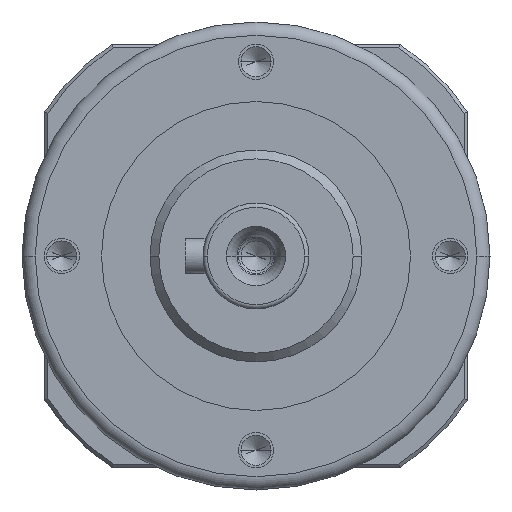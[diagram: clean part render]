
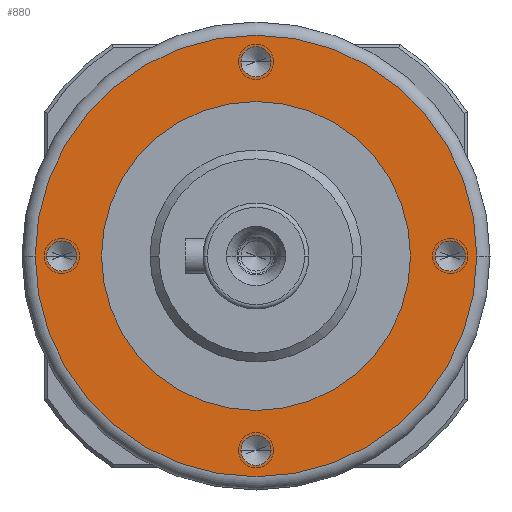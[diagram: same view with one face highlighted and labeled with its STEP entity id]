
A CAD part, left-side view. The second image highlights one B-rep face of the part: STEP entity #880.
In plain terms, the highlighted planar face has unit normal (-1, 0, 0).
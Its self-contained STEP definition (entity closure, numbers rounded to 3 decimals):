
#1=CARTESIAN_POINT('',(0.,0.,-22.));
#2=DIRECTION('',(-1.,0.,0.));
#3=DIRECTION('',(0.,1.,0.));
#4=AXIS2_PLACEMENT_3D('',#1,#2,#3);
#6=CARTESIAN_POINT('',(0.,0.,-22.));
#7=DIRECTION('',(-1.,0.,0.));
#8=DIRECTION('',(0.,-1.,0.));
#9=AXIS2_PLACEMENT_3D('',#6,#7,#8);
#11=CARTESIAN_POINT('',(0.,-22.,0.));
#12=DIRECTION('',(-1.,0.,0.));
#13=DIRECTION('',(0.,1.,0.));
#14=AXIS2_PLACEMENT_3D('',#11,#12,#13);
#16=CARTESIAN_POINT('',(0.,-22.,0.));
#17=DIRECTION('',(-1.,0.,0.));
#18=DIRECTION('',(0.,-1.,0.));
#19=AXIS2_PLACEMENT_3D('',#16,#17,#18);
#21=CARTESIAN_POINT('',(0.,0.,22.));
#22=DIRECTION('',(-1.,0.,0.));
#23=DIRECTION('',(0.,1.,0.));
#24=AXIS2_PLACEMENT_3D('',#21,#22,#23);
#26=CARTESIAN_POINT('',(0.,0.,22.));
#27=DIRECTION('',(-1.,0.,0.));
#28=DIRECTION('',(0.,-1.,0.));
#29=AXIS2_PLACEMENT_3D('',#26,#27,#28);
#31=CARTESIAN_POINT('',(0.,0.,0.));
#32=DIRECTION('',(-1.,0.,0.));
#33=DIRECTION('',(0.,1.,0.));
#34=AXIS2_PLACEMENT_3D('',#31,#32,#33);
#36=CARTESIAN_POINT('',(0.,0.,0.));
#37=DIRECTION('',(1.,0.,0.));
#38=DIRECTION('',(0.,1.,0.));
#39=AXIS2_PLACEMENT_3D('',#36,#37,#38);
#41=CARTESIAN_POINT('',(0.,22.,0.));
#42=DIRECTION('',(-1.,0.,0.));
#43=DIRECTION('',(0.,1.,0.));
#44=AXIS2_PLACEMENT_3D('',#41,#42,#43);
#46=CARTESIAN_POINT('',(0.,22.,0.));
#47=DIRECTION('',(-1.,0.,0.));
#48=DIRECTION('',(0.,-1.,0.));
#49=AXIS2_PLACEMENT_3D('',#46,#47,#48);
#129=CARTESIAN_POINT('',(0.,0.,0.));
#130=DIRECTION('',(1.,0.,0.));
#131=DIRECTION('',(0.,1.,0.));
#132=AXIS2_PLACEMENT_3D('',#129,#130,#131);
#142=CARTESIAN_POINT('',(0.,0.,0.));
#143=DIRECTION('',(-1.,0.,0.));
#144=DIRECTION('',(0.,1.,0.));
#145=AXIS2_PLACEMENT_3D('',#142,#143,#144);
#668=CARTESIAN_POINT('',(0.,17.5,0.));
#670=VERTEX_POINT('',#668);
#677=CARTESIAN_POINT('',(0.,25.,0.));
#679=VERTEX_POINT('',#677);
#680=CARTESIAN_POINT('',(0.,-17.5,0.));
#682=VERTEX_POINT('',#680);
#689=CARTESIAN_POINT('',(0.,-25.,0.));
#691=VERTEX_POINT('',#689);
#710=CARTESIAN_POINT('',(0.,23.7,0.));
#711=CARTESIAN_POINT('',(0.,20.3,0.));
#712=VERTEX_POINT('',#710);
#713=VERTEX_POINT('',#711);
#720=CARTESIAN_POINT('',(0.,1.7,22.));
#721=CARTESIAN_POINT('',(0.,-1.7,22.));
#722=VERTEX_POINT('',#720);
#723=VERTEX_POINT('',#721);
#730=CARTESIAN_POINT('',(0.,-20.3,0.));
#731=CARTESIAN_POINT('',(0.,-23.7,0.));
#732=VERTEX_POINT('',#730);
#733=VERTEX_POINT('',#731);
#740=CARTESIAN_POINT('',(0.,1.7,-22.));
#741=CARTESIAN_POINT('',(0.,-1.7,-22.));
#742=VERTEX_POINT('',#740);
#743=VERTEX_POINT('',#741);
#839=CARTESIAN_POINT('',(0.,0.,0.));
#840=DIRECTION('',(1.,0.,0.));
#841=DIRECTION('',(0.,-1.,0.));
#842=AXIS2_PLACEMENT_3D('',#839,#840,#841);
#843=PLANE('',#842);
#845=ORIENTED_EDGE('',*,*,#844,.F.);
#847=ORIENTED_EDGE('',*,*,#846,.T.);
#848=EDGE_LOOP('',(#845,#847));
#849=FACE_OUTER_BOUND('',#848,.F.);
#851=ORIENTED_EDGE('',*,*,#850,.T.);
#853=ORIENTED_EDGE('',*,*,#852,.T.);
#854=EDGE_LOOP('',(#851,#853));
#855=FACE_BOUND('',#854,.F.);
#857=ORIENTED_EDGE('',*,*,#856,.T.);
#859=ORIENTED_EDGE('',*,*,#858,.T.);
#860=EDGE_LOOP('',(#857,#859));
#861=FACE_BOUND('',#860,.F.);
#863=ORIENTED_EDGE('',*,*,#862,.T.);
#865=ORIENTED_EDGE('',*,*,#864,.T.);
#866=EDGE_LOOP('',(#863,#865));
#867=FACE_BOUND('',#866,.F.);
#869=ORIENTED_EDGE('',*,*,#868,.F.);
#871=ORIENTED_EDGE('',*,*,#870,.T.);
#872=EDGE_LOOP('',(#869,#871));
#873=FACE_BOUND('',#872,.F.);
#875=ORIENTED_EDGE('',*,*,#874,.T.);
#877=ORIENTED_EDGE('',*,*,#876,.T.);
#878=EDGE_LOOP('',(#875,#877));
#879=FACE_BOUND('',#878,.F.);
#880=ADVANCED_FACE('',(#849,#855,#861,#867,#873,#879),#843,.F.);
#5=CIRCLE('',#4,1.7);
#10=CIRCLE('',#9,1.7);
#15=CIRCLE('',#14,1.7);
#20=CIRCLE('',#19,1.7);
#25=CIRCLE('',#24,1.7);
#30=CIRCLE('',#29,1.7);
#35=CIRCLE('',#34,25.);
#40=CIRCLE('',#39,25.);
#45=CIRCLE('',#44,1.7);
#50=CIRCLE('',#49,1.7);
#133=CIRCLE('',#132,17.5);
#146=CIRCLE('',#145,17.5);
#844=EDGE_CURVE('',#679,#691,#35,.T.);
#846=EDGE_CURVE('',#679,#691,#40,.T.);
#850=EDGE_CURVE('',#742,#743,#5,.T.);
#852=EDGE_CURVE('',#743,#742,#10,.T.);
#856=EDGE_CURVE('',#732,#733,#15,.T.);
#858=EDGE_CURVE('',#733,#732,#20,.T.);
#862=EDGE_CURVE('',#722,#723,#25,.T.);
#864=EDGE_CURVE('',#723,#722,#30,.T.);
#868=EDGE_CURVE('',#670,#682,#133,.T.);
#870=EDGE_CURVE('',#670,#682,#146,.T.);
#874=EDGE_CURVE('',#712,#713,#45,.T.);
#876=EDGE_CURVE('',#713,#712,#50,.T.);
